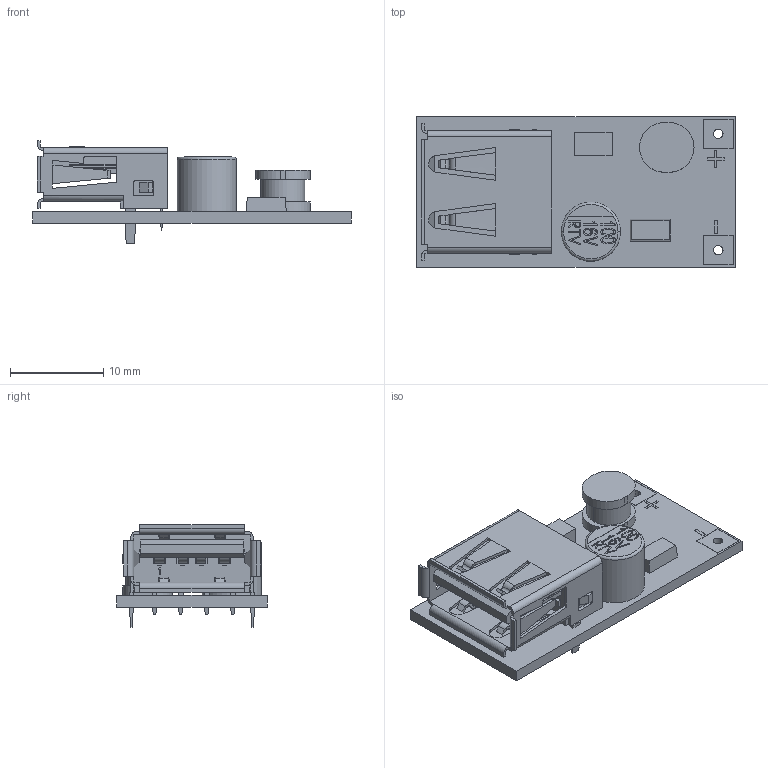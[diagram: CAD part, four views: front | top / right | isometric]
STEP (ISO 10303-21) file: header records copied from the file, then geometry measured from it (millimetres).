
FILE_DESCRIPTION(('FreeCAD Model'),'2;1');
FILE_NAME('Open CASCADE Shape Model','2025-08-31T10:17:00',( 'kicad StepUp'),('ksu MCAD'),'Open CASCADE STEP processor 7.8', 'FreeCAD','Unknown');
FILE_SCHEMA(('AUTOMOTIVE_DESIGN { 1 0 10303 214 1 1 1 1 }'));
Length unit declared in the file: millimetre
Products named in the file (1): HW-106
Bounding box: 34.21 x 16.15 x 11.03 mm (x, y, z)
Volume: 1707.5 mm3; surface area: 2779.3 mm2
Topology: 1 solids, 1 shells, 558 faces, 1567 edges, 1049 vertices
Faces by surface type: plane 407, cylinder 74, bspline 71, cone 4, torus 2
Entity records: 26420 total; most frequent: CARTESIAN_POINT 7769, ORIENTED_EDGE 3134, DIRECTION 2247, EDGE_CURVE 1567, LINE 1089, VECTOR 1089, VERTEX_POINT 1049, FACE_BOUND 630
